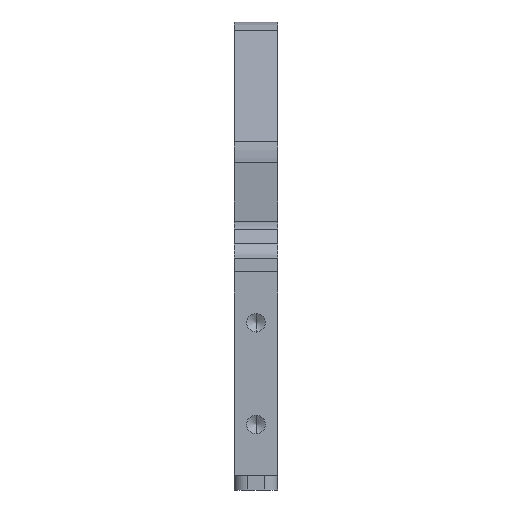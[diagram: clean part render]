
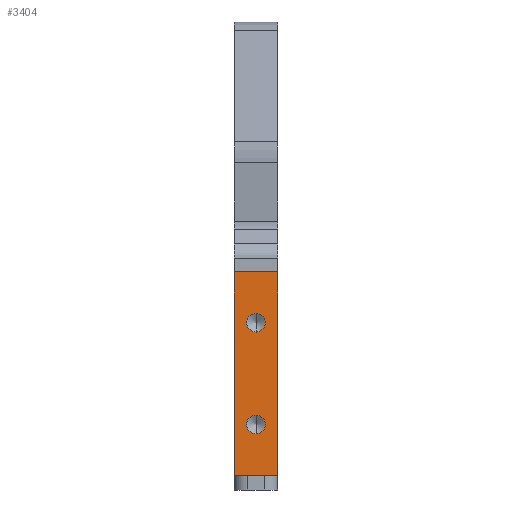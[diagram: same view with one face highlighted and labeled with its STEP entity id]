
A CAD part, front view. The second image highlights one B-rep face of the part: STEP entity #3404.
In plain terms, the highlighted planar face has unit normal (0, -1, 0).
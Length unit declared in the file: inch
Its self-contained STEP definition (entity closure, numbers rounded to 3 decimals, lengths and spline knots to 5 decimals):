
#18 = CARTESIAN_POINT ( 'NONE',  ( -1.825, -6.075, 0. ) ) ;
#21 = CARTESIAN_POINT ( 'NONE',  ( -1.6375, -6.075, 0.517 ) ) ;
#89 = LINE ( 'NONE', #18, #3741 ) ;
#128 = CIRCLE ( 'NONE', #2924, 0.0795 ) ;
#169 = CARTESIAN_POINT ( 'NONE',  ( -1.6375, -6.075, 0.4375 ) ) ;
#193 = DIRECTION ( 'NONE',  ( 0., 0., -1. ) ) ;
#275 = DIRECTION ( 'NONE',  ( 0., 0., -1. ) ) ;
#353 = ORIENTED_EDGE ( 'NONE', *, *, #1340, .F. ) ;
#506 = EDGE_CURVE ( 'NONE', #2742, #593, #89, .T. ) ;
#545 = DIRECTION ( 'NONE',  ( 0., 0., -1. ) ) ;
#593 = VERTEX_POINT ( 'NONE', #761 ) ;
#694 = EDGE_CURVE ( 'NONE', #1849, #1870, #128, .T. ) ;
#761 = CARTESIAN_POINT ( 'NONE',  ( -1.825, -6.075, 0. ) ) ;
#1018 = EDGE_CURVE ( 'NONE', #3359, #2098, #3428, .T. ) ;
#1220 = EDGE_CURVE ( 'NONE', #1870, #1849, #2765, .T. ) ;
#1226 = DIRECTION ( 'NONE',  ( 0., 0., -1. ) ) ;
#1242 = EDGE_LOOP ( 'NONE', ( #353, #1749 ) ) ;
#1245 = ORIENTED_EDGE ( 'NONE', *, *, #1018, .F. ) ;
#1254 = FACE_BOUND ( 'NONE', #1242, .T. ) ;
#1284 = VECTOR ( 'NONE', #193, 39.37008 ) ;
#1340 = EDGE_CURVE ( 'NONE', #2328, #1883, #2679, .T. ) ;
#1395 = CARTESIAN_POINT ( 'NONE',  ( -1.6375, -6.075, 1.392 ) ) ;
#1465 = CIRCLE ( 'NONE', #3559, 0.0795 ) ;
#1483 = CARTESIAN_POINT ( 'NONE',  ( -1.45, -6.075, 1.75 ) ) ;
#1638 = DIRECTION ( 'NONE',  ( 0., 0., -1. ) ) ;
#1671 = PLANE ( 'NONE',  #2662 ) ;
#1732 = CARTESIAN_POINT ( 'NONE',  ( -1.6375, -6.075, 0.358 ) ) ;
#1749 = ORIENTED_EDGE ( 'NONE', *, *, #4402, .F. ) ;
#1750 = CARTESIAN_POINT ( 'NONE',  ( -1.6375, -6.075, 1.3125 ) ) ;
#1849 = VERTEX_POINT ( 'NONE', #4295 ) ;
#1870 = VERTEX_POINT ( 'NONE', #1395 ) ;
#1883 = VERTEX_POINT ( 'NONE', #21 ) ;
#2098 = VERTEX_POINT ( 'NONE', #2733 ) ;
#2141 = DIRECTION ( 'NONE',  ( 0., -1., 0. ) ) ;
#2271 = ORIENTED_EDGE ( 'NONE', *, *, #4647, .T. ) ;
#2297 = DIRECTION ( 'NONE',  ( 0., -1., 0. ) ) ;
#2301 = FACE_BOUND ( 'NONE', #4429, .T. ) ;
#2328 = VERTEX_POINT ( 'NONE', #1732 ) ;
#2405 = CARTESIAN_POINT ( 'NONE',  ( -1.45, -6.075, 1.75 ) ) ;
#2563 = CARTESIAN_POINT ( 'NONE',  ( -1.825, -6.075, 1.75 ) ) ;
#2662 = AXIS2_PLACEMENT_3D ( 'NONE', #3827, #3097, #3731 ) ;
#2679 = CIRCLE ( 'NONE', #4483, 0.0795 ) ;
#2710 = DIRECTION ( 'NONE',  ( 0., -1., 0. ) ) ;
#2733 = CARTESIAN_POINT ( 'NONE',  ( -1.45, -6.075, 0. ) ) ;
#2738 = CARTESIAN_POINT ( 'NONE',  ( -1.6375, -6.075, 1.3125 ) ) ;
#2742 = VERTEX_POINT ( 'NONE', #2563 ) ;
#2765 = CIRCLE ( 'NONE', #3138, 0.0795 ) ;
#2872 = CARTESIAN_POINT ( 'NONE',  ( -1.45, -6.075, 0. ) ) ;
#2901 = DIRECTION ( 'NONE',  ( 0., 0., -1. ) ) ;
#2906 = DIRECTION ( 'NONE',  ( -1., 0., 0. ) ) ;
#2924 = AXIS2_PLACEMENT_3D ( 'NONE', #1750, #2141, #275 ) ;
#3097 = DIRECTION ( 'NONE',  ( 0., 1., 0. ) ) ;
#3110 = VECTOR ( 'NONE', #4307, 39.37008 ) ;
#3138 = AXIS2_PLACEMENT_3D ( 'NONE', #2738, #4202, #1638 ) ;
#3163 = EDGE_CURVE ( 'NONE', #2098, #593, #4659, .T. ) ;
#3204 = ORIENTED_EDGE ( 'NONE', *, *, #694, .F. ) ;
#3211 = EDGE_LOOP ( 'NONE', ( #3341, #3720, #1245, #2271 ) ) ;
#3341 = ORIENTED_EDGE ( 'NONE', *, *, #506, .T. ) ;
#3359 = VERTEX_POINT ( 'NONE', #2405 ) ;
#3404 = ADVANCED_FACE ( 'NONE', ( #1254, #2301, #3453 ), #1671, .F. ) ;
#3428 = LINE ( 'NONE', #3800, #1284 ) ;
#3453 = FACE_OUTER_BOUND ( 'NONE', #3211, .T. ) ;
#3559 = AXIS2_PLACEMENT_3D ( 'NONE', #169, #2297, #1226 ) ;
#3568 = LINE ( 'NONE', #1483, #4241 ) ;
#3720 = ORIENTED_EDGE ( 'NONE', *, *, #3163, .F. ) ;
#3725 = ORIENTED_EDGE ( 'NONE', *, *, #1220, .F. ) ;
#3731 = DIRECTION ( 'NONE',  ( 0., 0., 1. ) ) ;
#3741 = VECTOR ( 'NONE', #2901, 39.37008 ) ;
#3800 = CARTESIAN_POINT ( 'NONE',  ( -1.45, -6.075, 0. ) ) ;
#3827 = CARTESIAN_POINT ( 'NONE',  ( -1.45, -6.075, 0. ) ) ;
#4202 = DIRECTION ( 'NONE',  ( 0., -1., 0. ) ) ;
#4241 = VECTOR ( 'NONE', #2906, 39.37008 ) ;
#4295 = CARTESIAN_POINT ( 'NONE',  ( -1.6375, -6.075, 1.233 ) ) ;
#4307 = DIRECTION ( 'NONE',  ( -1., 0., 0. ) ) ;
#4402 = EDGE_CURVE ( 'NONE', #1883, #2328, #1465, .T. ) ;
#4429 = EDGE_LOOP ( 'NONE', ( #3204, #3725 ) ) ;
#4483 = AXIS2_PLACEMENT_3D ( 'NONE', #4522, #2710, #545 ) ;
#4522 = CARTESIAN_POINT ( 'NONE',  ( -1.6375, -6.075, 0.4375 ) ) ;
#4647 = EDGE_CURVE ( 'NONE', #3359, #2742, #3568, .T. ) ;
#4659 = LINE ( 'NONE', #2872, #3110 ) ;
